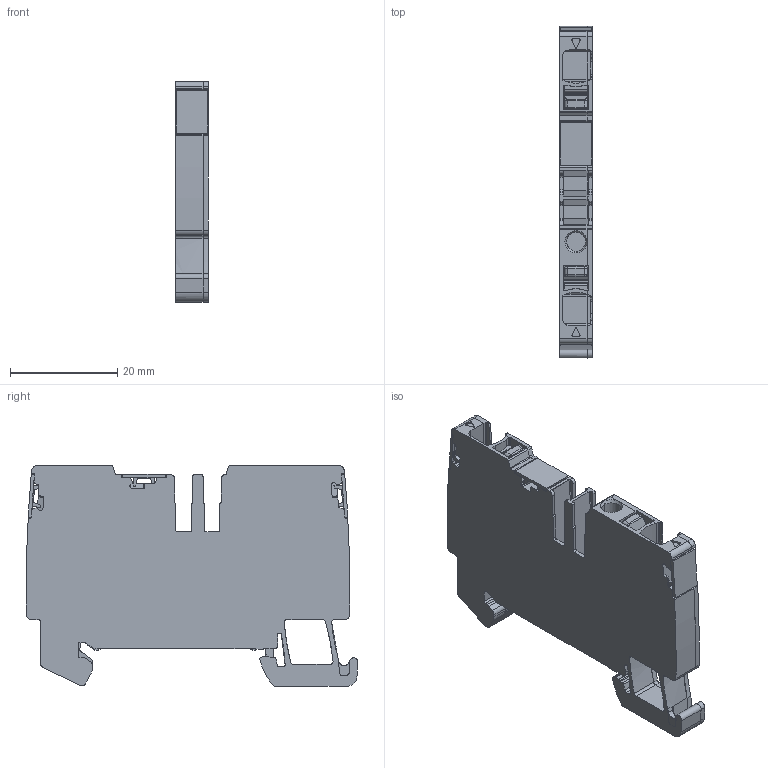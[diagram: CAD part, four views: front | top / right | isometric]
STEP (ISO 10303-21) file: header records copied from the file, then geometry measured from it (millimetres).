
FILE_DESCRIPTION(('CATIA V5 STEP Exchange','CAx-IF Rec.Pracs.--- Model Styling and Organization---1.5--- 2016-08-15','CAx-IF Rec.Pracs.---Supplemental Geometry---1.0---2011-11-01','CAx-IF Rec.Pracs.--- Composite Materials ---1.1---2010-07-15'),'2;1');
FILE_NAME ('1442571-2_0', '2025-09-19T13:05:26+00:00', ('none'), ('Weidmueller'), 'CATIA Version 5-6 Release 2024 SP4', 'CATIA V5 STEP AP214 v3', 'none');
FILE_SCHEMA(('AUTOMOTIVE_DESIGN { 1 0 10303 214 1 1 1 1 }'));
Length unit declared in the file: millimetre
Products named in the file (1): 2874970000
Bounding box: 6.1 x 61.78 x 41.1 mm (x, y, z)
Volume: 10846.3 mm3; surface area: 10845 mm2
Topology: 11 solids, 11 shells, 892 faces, 2531 edges, 1663 vertices
Faces by surface type: plane 450, cylinder 396, bspline 24, torus 14, sphere 3, cone 3, extrusion 2
Entity records: 29837 total; most frequent: CARTESIAN_POINT 7565, ORIENTED_EDGE 5058, DIRECTION 3839, EDGE_CURVE 2529, VECTOR 1682, LINE 1680, VERTEX_POINT 1663, AXIS2_PLACEMENT_3D 1379
